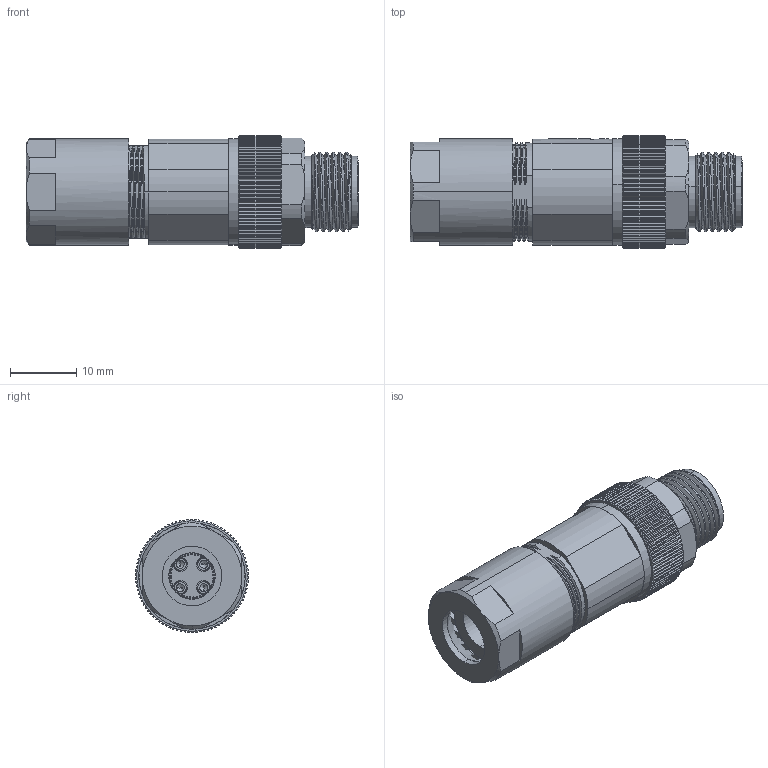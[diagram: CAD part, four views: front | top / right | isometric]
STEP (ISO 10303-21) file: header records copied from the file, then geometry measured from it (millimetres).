
FILE_DESCRIPTION (( 'STEP AP203' ), '1' );
FILE_NAME ('55-00249.STEP', '2024-05-03T00:31:49', ( '' ), ( '' ), 'SwSTEP 2.0', 'SolidWorks 2021', '' );
FILE_SCHEMA (( 'CONFIG_CONTROL_DESIGN' ));
Length unit declared in the file: millimetre
Products named in the file (16): 55-00249-14___; 55-00249-12___; 55-00249-03___; 55-00249-09___; 55-00249-15___; 55-00249-07___; 55-00249-11___; 55-00249-08___; 55-00249-01___; 55-00249; 55-00249-06___; 55-00249-04___; 55-00249-05___; 55-00249-10___; 55-00249-13___; 55-00249-02___
Assembly tree (18 placements, depth 2):
  55-00249
    55-00249-01___
    55-00249-02___
    55-00249-03___
    55-00249-04___
    55-00249-05___
    55-00249-06___
    55-00249-07___
    55-00249-08___
    55-00249-09___
    55-00249-10___
    55-00249-11___
    55-00249-12___
    55-00249-13___
    55-00249-14___
    55-00249-15___  x4
Bounding box: 50 x 17 x 17 mm (x, y, z)
Volume: 6321.6 mm3; surface area: 13493.9 mm2
Topology: 18 solids, 20 shells, 1610 faces, 4153 edges, 2590 vertices
Faces by surface type: plane 585, cylinder 401, bspline 309, cone 303, sphere 8, torus 4
Entity records: 82180 total; most frequent: CARTESIAN_POINT 46198, ORIENTED_EDGE 7958, DIRECTION 6139, EDGE_CURVE 3979, VERTEX_POINT 2492, AXIS2_PLACEMENT_3D 2491, EDGE_LOOP 1585, ADVANCED_FACE 1535
